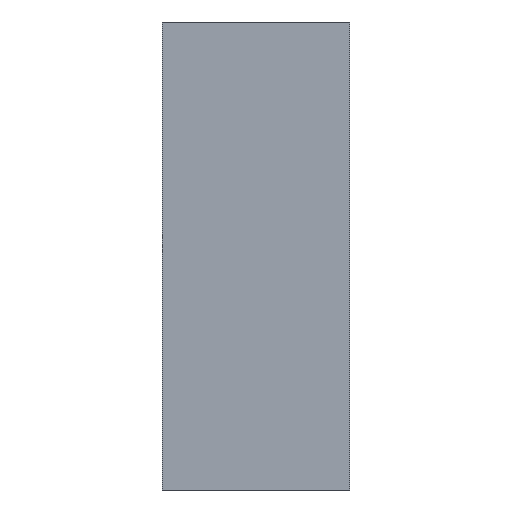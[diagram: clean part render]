
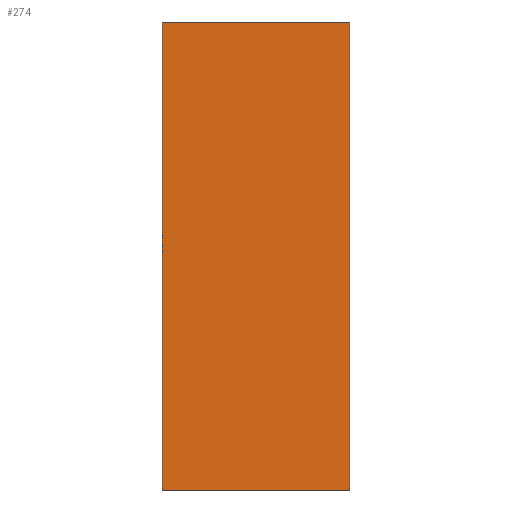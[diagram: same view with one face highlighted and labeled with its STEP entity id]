
A CAD part, front view. The second image highlights one B-rep face of the part: STEP entity #274.
In plain terms, the highlighted planar face has unit normal (0, -1, 0).
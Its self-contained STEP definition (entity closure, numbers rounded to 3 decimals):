
#28=FACE_OUTER_BOUND('',#42,.T.);
#42=EDGE_LOOP('',(#243,#244,#245,#246));
#67=LINE('',#421,#103);
#74=LINE('',#436,#110);
#77=LINE('',#440,#113);
#78=LINE('',#442,#114);
#103=VECTOR('',#343,10.);
#110=VECTOR('',#358,10.);
#113=VECTOR('',#363,10.);
#114=VECTOR('',#366,10.);
#133=VERTEX_POINT('',#418);
#134=VERTEX_POINT('',#420);
#137=VERTEX_POINT('',#434);
#138=VERTEX_POINT('',#435);
#163=EDGE_CURVE('',#134,#133,#67,.T.);
#170=EDGE_CURVE('',#137,#138,#74,.T.);
#173=EDGE_CURVE('',#133,#137,#77,.T.);
#174=EDGE_CURVE('',#138,#134,#78,.T.);
#243=ORIENTED_EDGE('',*,*,#163,.T.);
#244=ORIENTED_EDGE('',*,*,#173,.T.);
#245=ORIENTED_EDGE('',*,*,#170,.T.);
#246=ORIENTED_EDGE('',*,*,#174,.T.);
#260=PLANE('',#302);
#274=ADVANCED_FACE('',(#28),#260,.F.);
#302=AXIS2_PLACEMENT_3D('',#443,#367,#368);
#343=DIRECTION('',(1.,0.,0.));
#358=DIRECTION('',(-1.,0.,0.));
#363=DIRECTION('',(0.,0.,1.));
#366=DIRECTION('',(0.,0.,-1.));
#367=DIRECTION('center_axis',(0.,1.,0.));
#368=DIRECTION('ref_axis',(1.,0.,0.));
#418=CARTESIAN_POINT('',(10.,0.,-25.));
#420=CARTESIAN_POINT('',(-10.,0.,-25.));
#421=CARTESIAN_POINT('',(-10.,0.,-25.));
#434=CARTESIAN_POINT('',(10.,0.,25.));
#435=CARTESIAN_POINT('',(-10.,0.,25.));
#436=CARTESIAN_POINT('',(10.,0.,25.));
#440=CARTESIAN_POINT('',(10.,0.,-25.));
#442=CARTESIAN_POINT('',(-10.,0.,25.));
#443=CARTESIAN_POINT('Origin',(0.,0.,0.));
